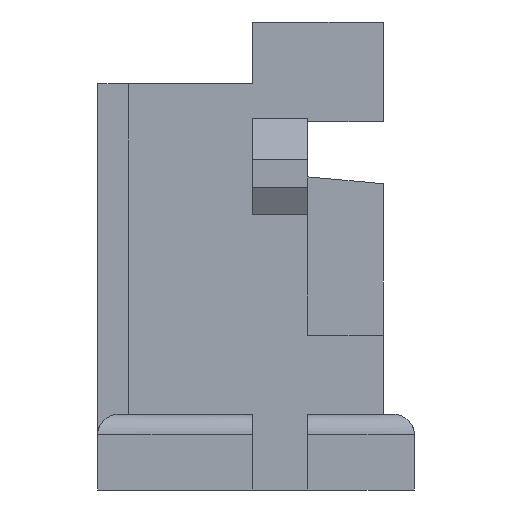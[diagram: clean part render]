
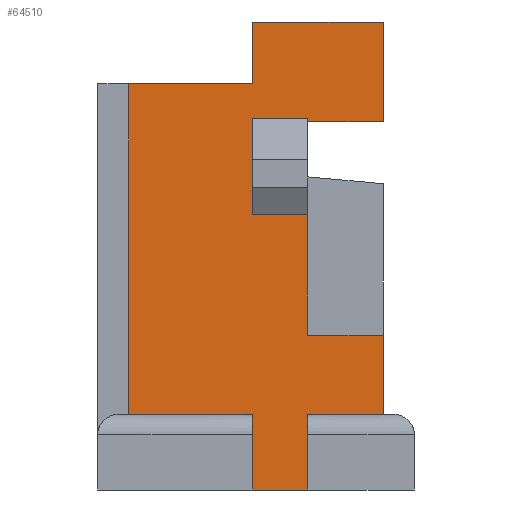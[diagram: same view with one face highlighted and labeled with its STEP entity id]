
A CAD part, left-side view. The second image highlights one B-rep face of the part: STEP entity #64510.
In plain terms, the highlighted planar face has unit normal (-1, 0, 0).
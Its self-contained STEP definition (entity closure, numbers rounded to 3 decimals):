
#2200=CARTESIAN_POINT('',(-17.363,-0.23,-1.4));
#2210=VERTEX_POINT('',#2200);
#2240=CARTESIAN_POINT('',(-17.363,0.,-1.4));
#2250=DIRECTION('',(0.,-1.,0.));
#2260=VECTOR('',#2250,1.);
#2270=LINE('',#2240,#2260);
#2280=CARTESIAN_POINT('',(-17.363,-1.03,-1.4));
#2290=VERTEX_POINT('',#2280);
#2300=EDGE_CURVE('',#2210,#2290,#2270,.T.);
#3720=CARTESIAN_POINT('',(-17.363,-1.03,-2.8));
#3730=VERTEX_POINT('',#3720);
#3760=CARTESIAN_POINT('',(-17.363,0.,-2.8));
#3770=DIRECTION('',(0.,-1.,0.));
#3780=VECTOR('',#3770,1.);
#3790=LINE('',#3760,#3780);
#3800=CARTESIAN_POINT('',(-17.363,-0.23,-2.8));
#3810=VERTEX_POINT('',#3800);
#3820=EDGE_CURVE('',#3810,#3730,#3790,.T.);
#4290=CARTESIAN_POINT('',(-17.363,0.,-4.55));
#4300=DIRECTION('',(0.,1.,0.));
#4310=VECTOR('',#4300,1.);
#4320=LINE('',#4290,#4310);
#4330=CARTESIAN_POINT('',(-17.363,-2.13,-4.55));
#4340=VERTEX_POINT('',#4330);
#4350=CARTESIAN_POINT('',(-17.363,-1.03,-4.55));
#4360=VERTEX_POINT('',#4350);
#4370=EDGE_CURVE('',#4340,#4360,#4320,.T.);
#31980=CARTESIAN_POINT('',(-17.363,0.,-1.45));
#31990=DIRECTION('',(0.,1.,0.));
#32000=VECTOR('',#31990,1.);
#32010=LINE('',#31980,#32000);
#32020=CARTESIAN_POINT('',(-17.363,-2.13,-1.45));
#32030=VERTEX_POINT('',#32020);
#32040=CARTESIAN_POINT('',(-17.363,-1.03,-1.45));
#32050=VERTEX_POINT('',#32040);
#32060=EDGE_CURVE('',#32030,#32050,#32010,.T.);
#33140=CARTESIAN_POINT('',(-17.363,-1.03,-5.7));
#33150=VERTEX_POINT('',#33140);
#33410=CARTESIAN_POINT('',(-17.363,-1.03,-6.8));
#33420=VERTEX_POINT('',#33410);
#33450=CARTESIAN_POINT('',(-17.363,-1.03,0.));
#33460=DIRECTION('',(0.,0.,-1.));
#33470=VECTOR('',#33460,1.);
#33480=LINE('',#33450,#33470);
#33490=EDGE_CURVE('',#33150,#33420,#33480,.T.);
#42690=CARTESIAN_POINT('',(-17.363,-1.03,0.));
#42700=DIRECTION('',(0.,0.,-1.));
#42710=VECTOR('',#42700,1.);
#42720=LINE('',#42690,#42710);
#42730=EDGE_CURVE('',#3730,#4360,#42720,.T.);
#42830=CARTESIAN_POINT('',(-17.363,-1.03,0.));
#42840=DIRECTION('',(0.,0.,1.));
#42850=VECTOR('',#42840,1.);
#42860=LINE('',#42830,#42850);
#42870=EDGE_CURVE('',#32050,#2290,#42860,.T.);
#43990=CARTESIAN_POINT('',(-17.363,-0.23,0.));
#44000=DIRECTION('',(0.,0.,-1.));
#44010=VECTOR('',#44000,1.);
#44020=LINE('',#43990,#44010);
#44030=EDGE_CURVE('',#2210,#3810,#44020,.T.);
#55910=CARTESIAN_POINT('',(-17.363,-0.23,-0.9));
#55920=VERTEX_POINT('',#55910);
#55950=CARTESIAN_POINT('',(-17.363,0.,-0.9));
#55960=DIRECTION('',(0.,1.,0.));
#55970=VECTOR('',#55960,1.);
#55980=LINE('',#55950,#55970);
#55990=CARTESIAN_POINT('',(-17.363,1.57,-0.9));
#56000=VERTEX_POINT('',#55990);
#56010=EDGE_CURVE('',#55920,#56000,#55980,.T.);
#56810=CARTESIAN_POINT('',(-17.363,-2.13,0.));
#56820=DIRECTION('',(0.,0.,-1.));
#56830=VECTOR('',#56820,1.);
#56840=LINE('',#56810,#56830);
#56850=CARTESIAN_POINT('',(-17.363,-2.13,0.));
#56860=VERTEX_POINT('',#56850);
#56870=EDGE_CURVE('',#56860,#32030,#56840,.T.);
#58050=CARTESIAN_POINT('',(-17.363,-2.13,0.));
#58060=DIRECTION('',(0.,0.,-1.));
#58070=VECTOR('',#58060,1.);
#58080=LINE('',#58050,#58070);
#58090=CARTESIAN_POINT('',(-17.363,-2.13,-5.7));
#58100=VERTEX_POINT('',#58090);
#58110=EDGE_CURVE('',#4340,#58100,#58080,.T.);
#63060=CARTESIAN_POINT('',(-17.363,-0.23,-6.8));
#63070=VERTEX_POINT('',#63060);
#63100=CARTESIAN_POINT('',(-17.363,0.,-6.8));
#63110=DIRECTION('',(0.,-1.,0.));
#63120=VECTOR('',#63110,1.);
#63130=LINE('',#63100,#63120);
#63140=EDGE_CURVE('',#63070,#33420,#63130,.T.);
#63900=CARTESIAN_POINT('',(-17.363,-0.23,-0.9));
#63910=DIRECTION('',(1.,0.,0.));
#63920=DIRECTION('',(0.,-1.,0.));
#63930=AXIS2_PLACEMENT_3D('',#63900,#63910,#63920);
#63940=PLANE('',#63930);
#63950=CARTESIAN_POINT('',(-17.363,0.,0.));
#63960=DIRECTION('',(0.,-1.,0.));
#63970=VECTOR('',#63960,1.);
#63980=LINE('',#63950,#63970);
#63990=CARTESIAN_POINT('',(-17.363,-0.23,0.));
#64000=VERTEX_POINT('',#63990);
#64010=EDGE_CURVE('',#64000,#56860,#63980,.T.);
#64020=ORIENTED_EDGE('',*,*,#64010,.F.);
#64030=ORIENTED_EDGE('',*,*,#56870,.F.);
#64040=ORIENTED_EDGE('',*,*,#32060,.F.);
#64050=ORIENTED_EDGE('',*,*,#42870,.F.);
#64060=ORIENTED_EDGE('',*,*,#2300,.T.);
#64070=ORIENTED_EDGE('',*,*,#44030,.F.);
#64080=ORIENTED_EDGE('',*,*,#3820,.F.);
#64090=ORIENTED_EDGE('',*,*,#42730,.F.);
#64100=ORIENTED_EDGE('',*,*,#4370,.T.);
#64110=ORIENTED_EDGE('',*,*,#58110,.F.);
#64120=CARTESIAN_POINT('',(-17.363,0.,-5.7));
#64130=DIRECTION('',(0.,-1.,0.));
#64140=VECTOR('',#64130,1.);
#64150=LINE('',#64120,#64140);
#64160=EDGE_CURVE('',#33150,#58100,#64150,.T.);
#64170=ORIENTED_EDGE('',*,*,#64160,.T.);
#64180=ORIENTED_EDGE('',*,*,#33490,.F.);
#64190=ORIENTED_EDGE('',*,*,#63140,.T.);
#64200=CARTESIAN_POINT('',(-17.363,-0.23,0.));
#64210=DIRECTION('',(0.,0.,1.));
#64220=VECTOR('',#64210,1.);
#64230=LINE('',#64200,#64220);
#64240=CARTESIAN_POINT('',(-17.363,-0.23,-5.7));
#64250=VERTEX_POINT('',#64240);
#64260=EDGE_CURVE('',#63070,#64250,#64230,.T.);
#64270=ORIENTED_EDGE('',*,*,#64260,.F.);
#64280=CARTESIAN_POINT('',(-17.363,0.,-5.7));
#64290=DIRECTION('',(0.,-1.,0.));
#64300=VECTOR('',#64290,1.);
#64310=LINE('',#64280,#64300);
#64320=CARTESIAN_POINT('',(-17.363,1.57,-5.7));
#64330=VERTEX_POINT('',#64320);
#64340=EDGE_CURVE('',#64330,#64250,#64310,.T.);
#64350=ORIENTED_EDGE('',*,*,#64340,.T.);
#64360=CARTESIAN_POINT('',(-17.363,1.57,0.));
#64370=DIRECTION('',(0.,0.,-1.));
#64380=VECTOR('',#64370,1.);
#64390=LINE('',#64360,#64380);
#64400=EDGE_CURVE('',#56000,#64330,#64390,.T.);
#64410=ORIENTED_EDGE('',*,*,#64400,.T.);
#64420=ORIENTED_EDGE('',*,*,#56010,.T.);
#64430=CARTESIAN_POINT('',(-17.363,-0.23,0.));
#64440=DIRECTION('',(0.,0.,-1.));
#64450=VECTOR('',#64440,1.);
#64460=LINE('',#64430,#64450);
#64470=EDGE_CURVE('',#64000,#55920,#64460,.T.);
#64480=ORIENTED_EDGE('',*,*,#64470,.T.);
#64490=EDGE_LOOP('',(#64480,#64420,#64410,#64350,#64270,#64190,#64180,
#64170,#64110,#64100,#64090,#64080,#64070,#64060,#64050,#64040,#64030,
#64020));
#64500=FACE_OUTER_BOUND('',#64490,.T.);
#64510=ADVANCED_FACE('',(#64500),#63940,.F.);
